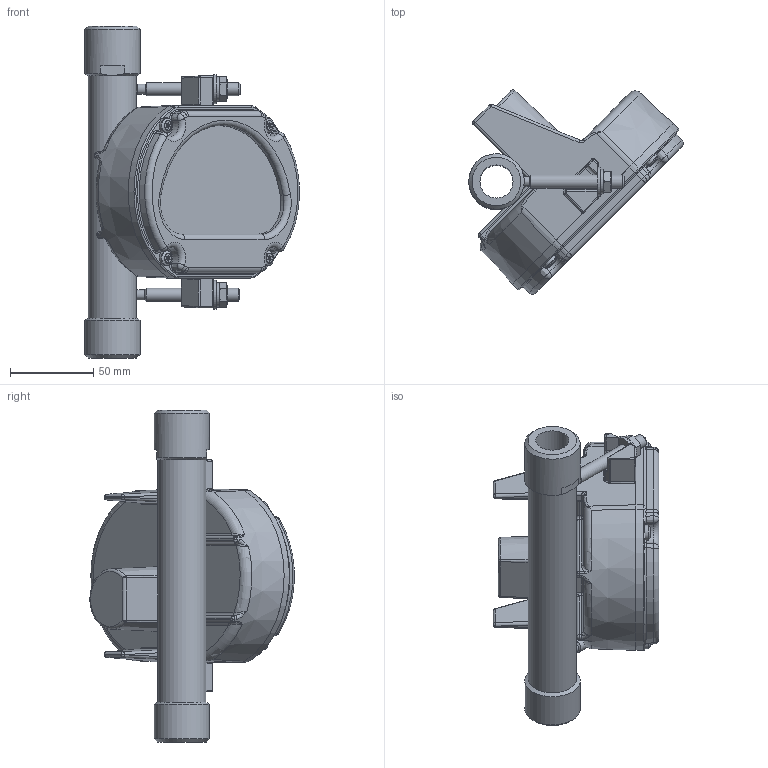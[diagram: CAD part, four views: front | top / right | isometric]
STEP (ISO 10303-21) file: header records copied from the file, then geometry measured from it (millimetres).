
FILE_DESCRIPTION(/* description */ (''),/* implementation_level */ '2;1');
FILE_NAME(/* name */ '',/* time_stamp */ '2015-12-23T09:04:26+01:00',/* author */ (''),/* organization */ (''),/* preprocessor_version */ 'ST-DEVELOPER v14',/* originating_system */ 'SIEMENS PLM Software NX 8.0',/* authorisation */ '');
FILE_SCHEMA (('CONFIG_CONTROL_DESIGN'));
Length unit declared in the file: millimetre
Products named in the file (1): sz7_1_inch_npt_m_gp_stp
Bounding box: 129.21 x 123.08 x 200 mm (x, y, z)
Volume: 328651.6 mm3; surface area: 144905.1 mm2
Topology: 16 solids, 16 shells, 932 faces, 2200 edges, 1259 vertices
Faces by surface type: cylinder 217, torus 217, plane 197, cone 144, bspline 119, sphere 38
Full cylindrical faces by diameter (mm): 4.597 x4, 4.699 x4, 6 x2, 6.858 x2, 7.9 x2, 8.738 x2, 9.271 x4, 17.475 x2, 20 x1, 29 x1, 33.4 x2
Entity records: 40144 total; most frequent: CARTESIAN_POINT 19585, DIRECTION 4555, ORIENTED_EDGE 4104, EDGE_CURVE 2052, AXIS2_PLACEMENT_3D 1962, VERTEX_POINT 1247, CIRCLE 1093, EDGE_LOOP 1045
